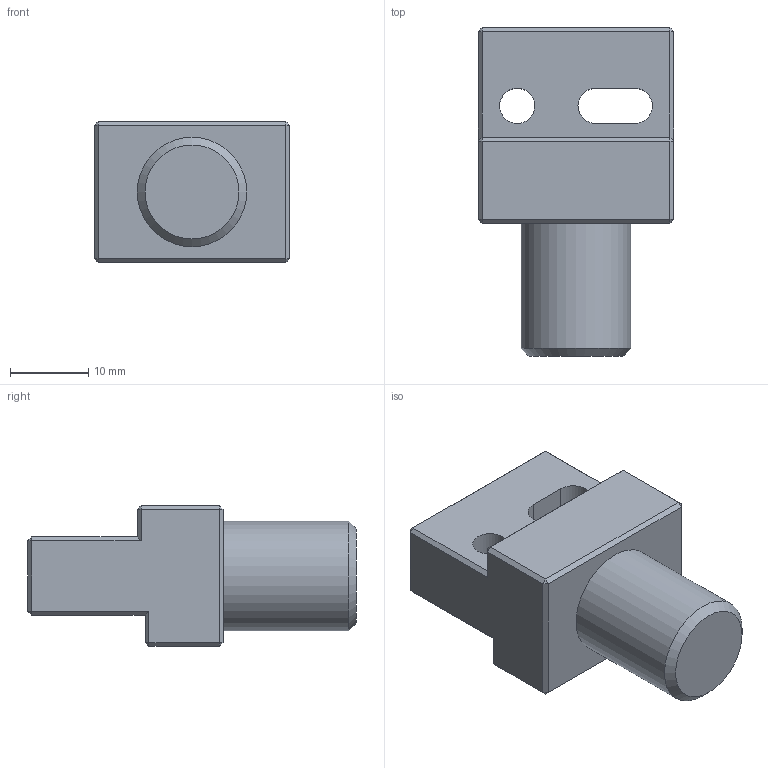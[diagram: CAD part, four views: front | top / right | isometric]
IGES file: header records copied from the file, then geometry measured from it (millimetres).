
Global section: file name: No Iges File Name specified; native system: Autodesk Inventor 2012; preprocessor: AutoDesk Inventor Iges Exporter R2012; author: lck; date: 20120201.105246; units: millimetre
Bounding box: 25 x 42 x 18 mm (x, y, z)
Volume: 10363.5 mm3; surface area: 3717.7 mm2
Topology: 1 solids, 1 shells, 52 faces, 107 edges, 58 vertices
Faces by surface type: plane 47, revolution 3, cone 1, cylinder 1
Full cylindrical faces by diameter (mm): 14 x1
